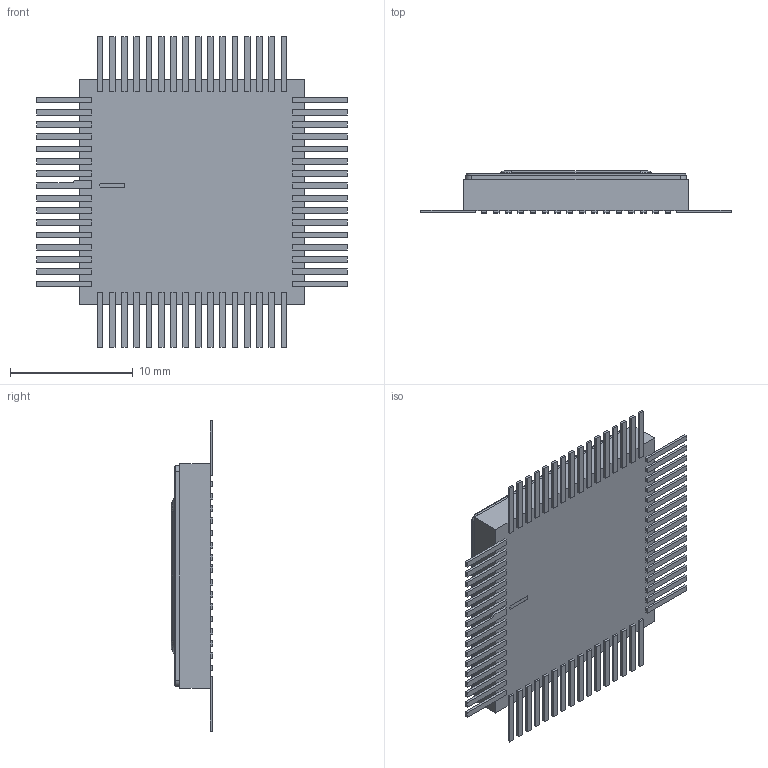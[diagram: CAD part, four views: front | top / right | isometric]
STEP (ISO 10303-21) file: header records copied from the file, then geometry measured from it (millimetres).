
FILE_DESCRIPTION (( 'STEP AP214' ), '1' );
FILE_NAME ('5134.64-6.STEP', '2018-04-28T11:06:15', ( 'Admin' ), ( '' ), 'SwSTEP 2.0', 'SolidWorks 2015', '' );
FILE_SCHEMA (( 'AUTOMOTIVE_DESIGN' ));
Length unit declared in the file: millimetre
Products named in the file (5): Îñíîâàíèå êîðïóñà; 5134.64-6; 署赅 釉7.313.031-06
Assembly tree (2 placements, depth 2):
  Îñíîâàíèå êîðïóñà
  5134.64-6
    Îñíîâàíèå êîðïóñà
    署赅 釉7.313.031-06
  署赅 釉7.313.031-06
Bounding box: 25.3 x 3.4 x 25.3 mm (x, y, z)
Volume: 645.4 mm3; surface area: 1971.5 mm2
Topology: 2 solids, 2 shells, 752 faces, 2067 edges, 1330 vertices
Faces by surface type: plane 704, cylinder 32, torus 16
Entity records: 30630 total; most frequent: CARTESIAN_POINT 4155, ORIENTED_EDGE 4134, DIRECTION 3671, EDGE_CURVE 2067, LINE 1979, VECTOR 1979, VERTEX_POINT 1330, AXIS2_PLACEMENT_3D 846
